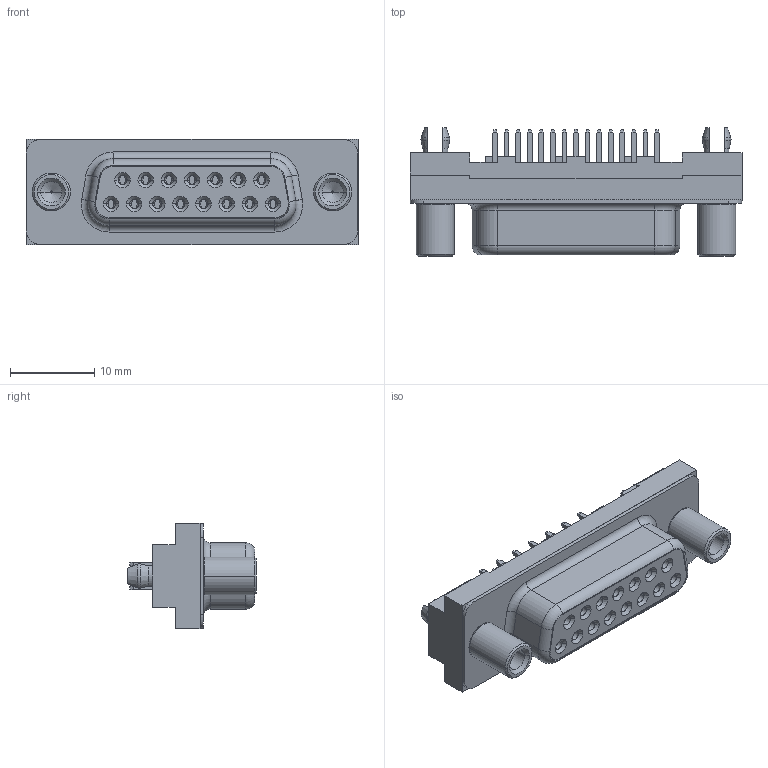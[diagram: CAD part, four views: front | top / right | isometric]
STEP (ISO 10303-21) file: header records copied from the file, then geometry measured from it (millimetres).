
FILE_DESCRIPTION((''),'2;1');
FILE_NAME('D15S24A6GV00LF_C','2013-07-25T',('ababu'),('FCI - ELX Division'),'PRO/ENGINEER BY PARAMETRIC TECHNOLOGY CORPORATION, 2012070','PRO/ENGINEER BY PARAMETRIC TECHNOLOGY CORPORATION, 2012070','');
FILE_SCHEMA(('CONFIG_CONTROL_DESIGN'));
Length unit declared in the file: millimetre
Products named in the file (1): D15S24A6GV00LF_C
Bounding box: 39.32 x 15.2 x 12.55 mm (x, y, z)
Volume: 3304.5 mm3; surface area: 3537.9 mm2
Topology: 1 solids, 1 shells, 1173 faces, 3104 edges, 1938 vertices
Faces by surface type: plane 727, bspline 180, cylinder 158, cone 88, torus 20
Entity records: 43169 total; most frequent: CARTESIAN_POINT 15716, ORIENTED_EDGE 6208, DIRECTION 4850, EDGE_CURVE 3104, VERTEX_POINT 1938, VECTOR 1736, LINE 1736, AXIS2_PLACEMENT_3D 1557
